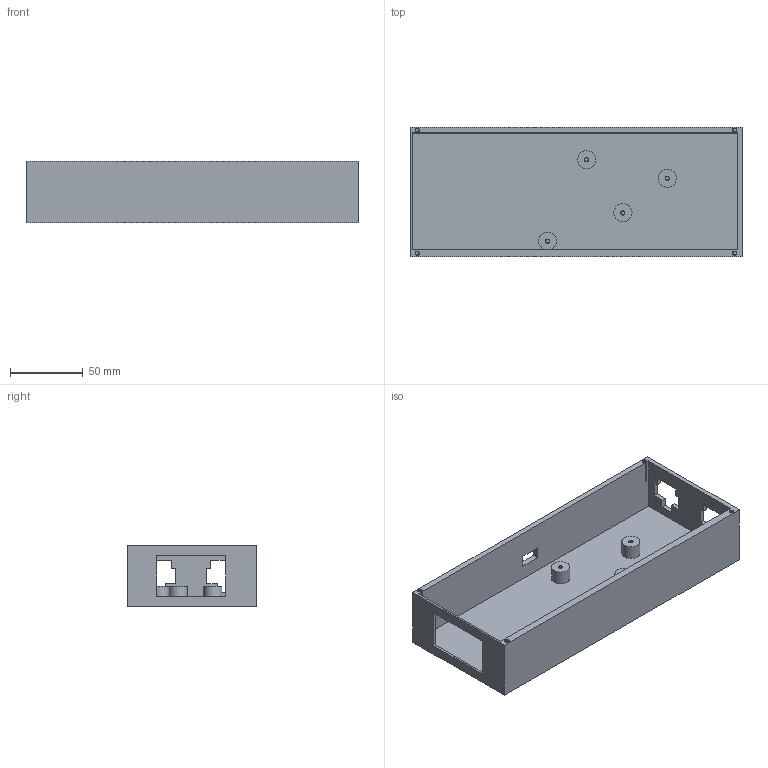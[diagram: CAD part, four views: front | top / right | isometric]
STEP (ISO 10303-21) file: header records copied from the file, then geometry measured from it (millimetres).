
FILE_DESCRIPTION(/* description */ (''),/* implementation_level */ '2;1');
FILE_NAME(/* name */ 'enclosure v10.step',/* time_stamp */ '2023-05-20T06:02:14-05:00',/* author */ (''),/* organization */ (''),/* preprocessor_version */ 'ST-DEVELOPER v19.2',/* originating_system */ 'Autodesk Translation Framework v12.4.0.73',/* authorisation */ '');
FILE_SCHEMA (('AUTOMOTIVE_DESIGN { 1 0 10303 214 3 1 1 }'));
Products named in the file (1): enclosure
Bounding box: 228 x 89 x 42 mm (x, y, z)
Volume: 172202.5 mm3; surface area: 89778.4 mm2
Topology: 1 solids, 1 shells, 523 faces, 1527 edges, 1018 vertices
Faces by surface type: cylinder 452, plane 55, bspline 16
Full cylindrical faces by diameter (mm): 2.529 x108, 3.086 x52, 12.5 x3
Entity records: 42363 total; most frequent: CARTESIAN_POINT 30317, ORIENTED_EDGE 3054, DIRECTION 1655, EDGE_CURVE 1527, VERTEX_POINT 1018, B_SPLINE_CURVE_WITH_KNOTS 928, LINE 559, VECTOR 559
